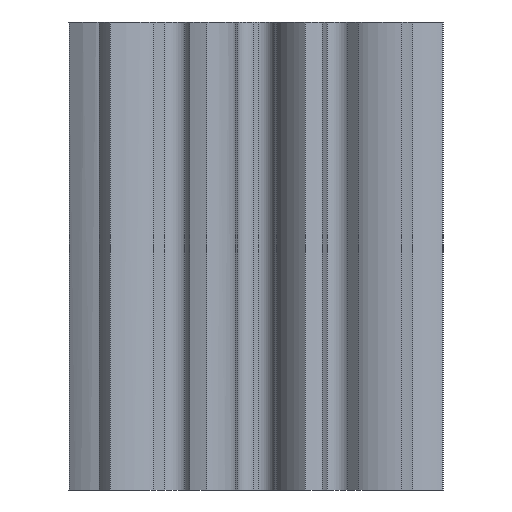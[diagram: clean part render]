
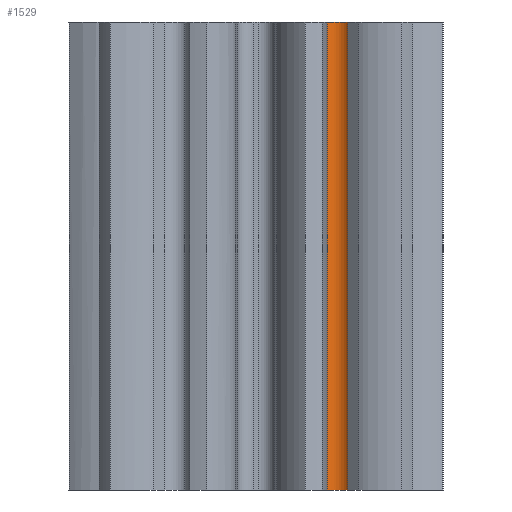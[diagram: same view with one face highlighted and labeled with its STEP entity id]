
A CAD part, front view. The second image highlights one B-rep face of the part: STEP entity #1529.
In plain terms, the highlighted cylindrical face has radius 0.5 mm (diameter 1 mm), a partial arc.
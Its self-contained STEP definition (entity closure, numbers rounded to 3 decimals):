
#105=FACE_OUTER_BOUND('',#188,.T.);
#188=EDGE_LOOP('',(#1008,#1009,#1010,#1011));
#276=LINE('',#2210,#397);
#277=LINE('',#2213,#398);
#397=VECTOR('',#1792,10.);
#398=VECTOR('',#1795,10.);
#515=CIRCLE('',#1630,0.5);
#516=CIRCLE('',#1631,0.5);
#601=VERTEX_POINT('',#2206);
#602=VERTEX_POINT('',#2207);
#603=VERTEX_POINT('',#2209);
#604=VERTEX_POINT('',#2211);
#764=EDGE_CURVE('',#601,#602,#515,.T.);
#765=EDGE_CURVE('',#602,#603,#276,.T.);
#766=EDGE_CURVE('',#603,#604,#516,.T.);
#767=EDGE_CURVE('',#604,#601,#277,.T.);
#1008=ORIENTED_EDGE('',*,*,#764,.T.);
#1009=ORIENTED_EDGE('',*,*,#765,.T.);
#1010=ORIENTED_EDGE('',*,*,#766,.T.);
#1011=ORIENTED_EDGE('',*,*,#767,.T.);
#1487=CYLINDRICAL_SURFACE('',#1629,0.5);
#1529=ADVANCED_FACE('',(#105),#1487,.F.);
#1629=AXIS2_PLACEMENT_3D('',#2205,#1788,#1789);
#1630=AXIS2_PLACEMENT_3D('',#2208,#1790,#1791);
#1631=AXIS2_PLACEMENT_3D('',#2212,#1793,#1794);
#1788=DIRECTION('center_axis',(0.,0.,1.));
#1789=DIRECTION('ref_axis',(0.073,0.997,0.));
#1790=DIRECTION('center_axis',(0.,0.,-1.));
#1791=DIRECTION('ref_axis',(0.073,0.997,0.));
#1792=DIRECTION('',(0.,0.,1.));
#1793=DIRECTION('center_axis',(0.,0.,1.));
#1794=DIRECTION('ref_axis',(0.073,0.997,0.));
#1795=DIRECTION('',(0.,0.,-1.));
#2205=CARTESIAN_POINT('Origin',(2.58,-3.377,0.));
#2206=CARTESIAN_POINT('',(2.276,-2.979,0.));
#2207=CARTESIAN_POINT('',(2.938,-3.028,0.));
#2208=CARTESIAN_POINT('Origin',(2.58,-3.377,0.));
#2209=CARTESIAN_POINT('',(2.938,-3.028,15.));
#2210=CARTESIAN_POINT('',(2.938,-3.028,0.));
#2211=CARTESIAN_POINT('',(2.276,-2.979,15.));
#2212=CARTESIAN_POINT('Origin',(2.58,-3.377,15.));
#2213=CARTESIAN_POINT('',(2.276,-2.979,0.));
